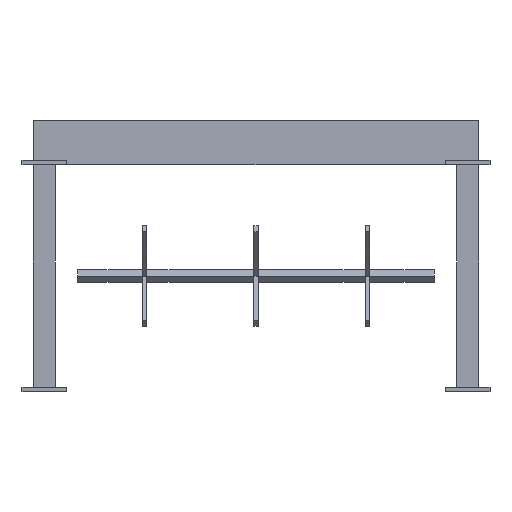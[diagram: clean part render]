
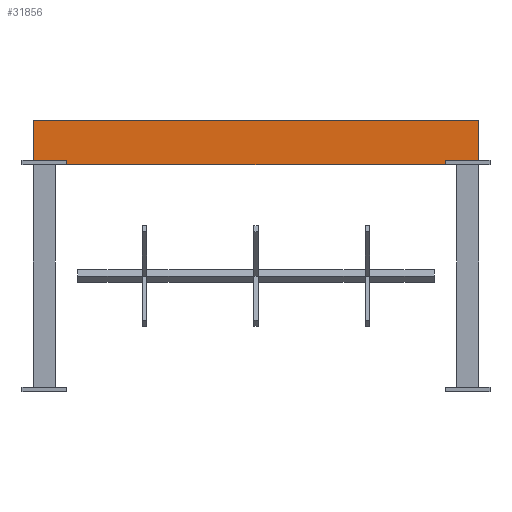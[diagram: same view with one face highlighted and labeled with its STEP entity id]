
A CAD part, front view. The second image highlights one B-rep face of the part: STEP entity #31856.
In plain terms, the highlighted planar face has unit normal (0, -1, 0).
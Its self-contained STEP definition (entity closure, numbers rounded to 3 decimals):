
#31555 = VERTEX_POINT('',#31556);
#31556 = CARTESIAN_POINT('',(425.,-25.,510.));
#31563 = PLANE('',#31564);
#31564 = AXIS2_PLACEMENT_3D('',#31565,#31566,#31567);
#31565 = CARTESIAN_POINT('',(425.,-50.,500.));
#31566 = DIRECTION('',(1.,0.,0.));
#31567 = DIRECTION('',(0.,0.,1.));
#31575 = PLANE('',#31576);
#31576 = AXIS2_PLACEMENT_3D('',#31577,#31578,#31579);
#31577 = CARTESIAN_POINT('',(425.,-50.,510.));
#31578 = DIRECTION('',(0.,0.,1.));
#31579 = DIRECTION('',(1.,0.,0.));
#31616 = VERTEX_POINT('',#31617);
#31617 = CARTESIAN_POINT('',(425.,-25.,500.));
#31631 = PLANE('',#31632);
#31632 = AXIS2_PLACEMENT_3D('',#31633,#31634,#31635);
#31633 = CARTESIAN_POINT('',(425.,-50.,500.));
#31634 = DIRECTION('',(0.,0.,1.));
#31635 = DIRECTION('',(1.,0.,0.));
#31643 = EDGE_CURVE('',#31555,#31616,#31644,.T.);
#31644 = SURFACE_CURVE('',#31645,(#31649,#31656),.PCURVE_S1.);
#31645 = LINE('',#31646,#31647);
#31646 = CARTESIAN_POINT('',(425.,-25.,500.));
#31647 = VECTOR('',#31648,1.);
#31648 = DIRECTION('',(0.,0.,-1.));
#31649 = PCURVE('',#31563,#31650);
#31650 = DEFINITIONAL_REPRESENTATION('',(#31651),#31655);
#31651 = LINE('',#31652,#31653);
#31652 = CARTESIAN_POINT('',(0.,-25.));
#31653 = VECTOR('',#31654,1.);
#31654 = DIRECTION('',(-1.,0.));
#31655 = ( GEOMETRIC_REPRESENTATION_CONTEXT(2) 
PARAMETRIC_REPRESENTATION_CONTEXT() REPRESENTATION_CONTEXT('2D SPACE',''
  ) );
#31656 = PCURVE('',#31657,#31662);
#31657 = PLANE('',#31658);
#31658 = AXIS2_PLACEMENT_3D('',#31659,#31660,#31661);
#31659 = CARTESIAN_POINT('',(-500.,-25.,500.));
#31660 = DIRECTION('',(0.,1.,0.));
#31661 = DIRECTION('',(0.,0.,1.));
#31662 = DEFINITIONAL_REPRESENTATION('',(#31663),#31667);
#31663 = LINE('',#31664,#31665);
#31664 = CARTESIAN_POINT('',(0.,925.));
#31665 = VECTOR('',#31666,1.);
#31666 = DIRECTION('',(-1.,0.));
#31667 = ( GEOMETRIC_REPRESENTATION_CONTEXT(2) 
PARAMETRIC_REPRESENTATION_CONTEXT() REPRESENTATION_CONTEXT('2D SPACE',''
  ) );
#31809 = VERTEX_POINT('',#31810);
#31810 = CARTESIAN_POINT('',(500.,-25.,510.));
#31824 = PLANE('',#31825);
#31825 = AXIS2_PLACEMENT_3D('',#31826,#31827,#31828);
#31826 = CARTESIAN_POINT('',(500.,-25.,500.));
#31827 = DIRECTION('',(1.,0.,0.));
#31828 = DIRECTION('',(0.,0.,1.));
#31836 = EDGE_CURVE('',#31555,#31809,#31837,.T.);
#31837 = SURFACE_CURVE('',#31838,(#31842,#31849),.PCURVE_S1.);
#31838 = LINE('',#31839,#31840);
#31839 = CARTESIAN_POINT('',(-37.5,-25.,510.));
#31840 = VECTOR('',#31841,1.);
#31841 = DIRECTION('',(1.,0.,0.));
#31842 = PCURVE('',#31575,#31843);
#31843 = DEFINITIONAL_REPRESENTATION('',(#31844),#31848);
#31844 = LINE('',#31845,#31846);
#31845 = CARTESIAN_POINT('',(-462.5,25.));
#31846 = VECTOR('',#31847,1.);
#31847 = DIRECTION('',(1.,0.));
#31848 = ( GEOMETRIC_REPRESENTATION_CONTEXT(2) 
PARAMETRIC_REPRESENTATION_CONTEXT() REPRESENTATION_CONTEXT('2D SPACE',''
  ) );
#31849 = PCURVE('',#31657,#31850);
#31850 = DEFINITIONAL_REPRESENTATION('',(#31851),#31855);
#31851 = LINE('',#31852,#31853);
#31852 = CARTESIAN_POINT('',(10.,462.5));
#31853 = VECTOR('',#31854,1.);
#31854 = DIRECTION('',(0.,1.));
#31855 = ( GEOMETRIC_REPRESENTATION_CONTEXT(2) 
PARAMETRIC_REPRESENTATION_CONTEXT() REPRESENTATION_CONTEXT('2D SPACE',''
  ) );
#31856 = ADVANCED_FACE('',(#31857),#31657,.F.);
#31857 = FACE_BOUND('',#31858,.F.);
#31858 = EDGE_LOOP('',(#31859,#31882,#31910,#31938,#31966,#31994,#32015,
    #32016));
#31859 = ORIENTED_EDGE('',*,*,#31860,.F.);
#31860 = EDGE_CURVE('',#31861,#31616,#31863,.T.);
#31861 = VERTEX_POINT('',#31862);
#31862 = CARTESIAN_POINT('',(-425.,-25.,500.));
#31863 = SURFACE_CURVE('',#31864,(#31868,#31875),.PCURVE_S1.);
#31864 = LINE('',#31865,#31866);
#31865 = CARTESIAN_POINT('',(-500.,-25.,500.));
#31866 = VECTOR('',#31867,1.);
#31867 = DIRECTION('',(1.,0.,0.));
#31868 = PCURVE('',#31657,#31869);
#31869 = DEFINITIONAL_REPRESENTATION('',(#31870),#31874);
#31870 = LINE('',#31871,#31872);
#31871 = CARTESIAN_POINT('',(0.,0.));
#31872 = VECTOR('',#31873,1.);
#31873 = DIRECTION('',(0.,1.));
#31874 = ( GEOMETRIC_REPRESENTATION_CONTEXT(2) 
PARAMETRIC_REPRESENTATION_CONTEXT() REPRESENTATION_CONTEXT('2D SPACE',''
  ) );
#31875 = PCURVE('',#31631,#31876);
#31876 = DEFINITIONAL_REPRESENTATION('',(#31877),#31881);
#31877 = LINE('',#31878,#31879);
#31878 = CARTESIAN_POINT('',(-925.,25.));
#31879 = VECTOR('',#31880,1.);
#31880 = DIRECTION('',(1.,0.));
#31881 = ( GEOMETRIC_REPRESENTATION_CONTEXT(2) 
PARAMETRIC_REPRESENTATION_CONTEXT() REPRESENTATION_CONTEXT('2D SPACE',''
  ) );
#31882 = ORIENTED_EDGE('',*,*,#31883,.F.);
#31883 = EDGE_CURVE('',#31884,#31861,#31886,.T.);
#31884 = VERTEX_POINT('',#31885);
#31885 = CARTESIAN_POINT('',(-425.,-25.,510.));
#31886 = SURFACE_CURVE('',#31887,(#31891,#31898),.PCURVE_S1.);
#31887 = LINE('',#31888,#31889);
#31888 = CARTESIAN_POINT('',(-425.,-25.,500.));
#31889 = VECTOR('',#31890,1.);
#31890 = DIRECTION('',(0.,0.,-1.));
#31891 = PCURVE('',#31657,#31892);
#31892 = DEFINITIONAL_REPRESENTATION('',(#31893),#31897);
#31893 = LINE('',#31894,#31895);
#31894 = CARTESIAN_POINT('',(0.,75.));
#31895 = VECTOR('',#31896,1.);
#31896 = DIRECTION('',(-1.,0.));
#31897 = ( GEOMETRIC_REPRESENTATION_CONTEXT(2) 
PARAMETRIC_REPRESENTATION_CONTEXT() REPRESENTATION_CONTEXT('2D SPACE',''
  ) );
#31898 = PCURVE('',#31899,#31904);
#31899 = PLANE('',#31900);
#31900 = AXIS2_PLACEMENT_3D('',#31901,#31902,#31903);
#31901 = CARTESIAN_POINT('',(-425.,-50.,500.));
#31902 = DIRECTION('',(1.,0.,0.));
#31903 = DIRECTION('',(0.,0.,1.));
#31904 = DEFINITIONAL_REPRESENTATION('',(#31905),#31909);
#31905 = LINE('',#31906,#31907);
#31906 = CARTESIAN_POINT('',(0.,-25.));
#31907 = VECTOR('',#31908,1.);
#31908 = DIRECTION('',(-1.,0.));
#31909 = ( GEOMETRIC_REPRESENTATION_CONTEXT(2) 
PARAMETRIC_REPRESENTATION_CONTEXT() REPRESENTATION_CONTEXT('2D SPACE',''
  ) );
#31910 = ORIENTED_EDGE('',*,*,#31911,.F.);
#31911 = EDGE_CURVE('',#31912,#31884,#31914,.T.);
#31912 = VERTEX_POINT('',#31913);
#31913 = CARTESIAN_POINT('',(-500.,-25.,510.));
#31914 = SURFACE_CURVE('',#31915,(#31919,#31926),.PCURVE_S1.);
#31915 = LINE('',#31916,#31917);
#31916 = CARTESIAN_POINT('',(-512.5,-25.,510.));
#31917 = VECTOR('',#31918,1.);
#31918 = DIRECTION('',(1.,0.,0.));
#31919 = PCURVE('',#31657,#31920);
#31920 = DEFINITIONAL_REPRESENTATION('',(#31921),#31925);
#31921 = LINE('',#31922,#31923);
#31922 = CARTESIAN_POINT('',(10.,-12.5));
#31923 = VECTOR('',#31924,1.);
#31924 = DIRECTION('',(0.,1.));
#31925 = ( GEOMETRIC_REPRESENTATION_CONTEXT(2) 
PARAMETRIC_REPRESENTATION_CONTEXT() REPRESENTATION_CONTEXT('2D SPACE',''
  ) );
#31926 = PCURVE('',#31927,#31932);
#31927 = PLANE('',#31928);
#31928 = AXIS2_PLACEMENT_3D('',#31929,#31930,#31931);
#31929 = CARTESIAN_POINT('',(-525.,-50.,510.));
#31930 = DIRECTION('',(0.,0.,1.));
#31931 = DIRECTION('',(1.,0.,0.));
#31932 = DEFINITIONAL_REPRESENTATION('',(#31933),#31937);
#31933 = LINE('',#31934,#31935);
#31934 = CARTESIAN_POINT('',(12.5,25.));
#31935 = VECTOR('',#31936,1.);
#31936 = DIRECTION('',(1.,0.));
#31937 = ( GEOMETRIC_REPRESENTATION_CONTEXT(2) 
PARAMETRIC_REPRESENTATION_CONTEXT() REPRESENTATION_CONTEXT('2D SPACE',''
  ) );
#31938 = ORIENTED_EDGE('',*,*,#31939,.T.);
#31939 = EDGE_CURVE('',#31912,#31940,#31942,.T.);
#31940 = VERTEX_POINT('',#31941);
#31941 = CARTESIAN_POINT('',(-500.,-25.,600.));
#31942 = SURFACE_CURVE('',#31943,(#31947,#31954),.PCURVE_S1.);
#31943 = LINE('',#31944,#31945);
#31944 = CARTESIAN_POINT('',(-500.,-25.,0.));
#31945 = VECTOR('',#31946,1.);
#31946 = DIRECTION('',(0.,0.,1.));
#31947 = PCURVE('',#31657,#31948);
#31948 = DEFINITIONAL_REPRESENTATION('',(#31949),#31953);
#31949 = LINE('',#31950,#31951);
#31950 = CARTESIAN_POINT('',(-500.,0.));
#31951 = VECTOR('',#31952,1.);
#31952 = DIRECTION('',(1.,0.));
#31953 = ( GEOMETRIC_REPRESENTATION_CONTEXT(2) 
PARAMETRIC_REPRESENTATION_CONTEXT() REPRESENTATION_CONTEXT('2D SPACE',''
  ) );
#31954 = PCURVE('',#31955,#31960);
#31955 = PLANE('',#31956);
#31956 = AXIS2_PLACEMENT_3D('',#31957,#31958,#31959);
#31957 = CARTESIAN_POINT('',(-500.,-25.,500.));
#31958 = DIRECTION('',(1.,0.,0.));
#31959 = DIRECTION('',(0.,0.,1.));
#31960 = DEFINITIONAL_REPRESENTATION('',(#31961),#31965);
#31961 = LINE('',#31962,#31963);
#31962 = CARTESIAN_POINT('',(-500.,0.));
#31963 = VECTOR('',#31964,1.);
#31964 = DIRECTION('',(1.,0.));
#31965 = ( GEOMETRIC_REPRESENTATION_CONTEXT(2) 
PARAMETRIC_REPRESENTATION_CONTEXT() REPRESENTATION_CONTEXT('2D SPACE',''
  ) );
#31966 = ORIENTED_EDGE('',*,*,#31967,.T.);
#31967 = EDGE_CURVE('',#31940,#31968,#31970,.T.);
#31968 = VERTEX_POINT('',#31969);
#31969 = CARTESIAN_POINT('',(500.,-25.,600.));
#31970 = SURFACE_CURVE('',#31971,(#31975,#31982),.PCURVE_S1.);
#31971 = LINE('',#31972,#31973);
#31972 = CARTESIAN_POINT('',(-500.,-25.,600.));
#31973 = VECTOR('',#31974,1.);
#31974 = DIRECTION('',(1.,0.,0.));
#31975 = PCURVE('',#31657,#31976);
#31976 = DEFINITIONAL_REPRESENTATION('',(#31977),#31981);
#31977 = LINE('',#31978,#31979);
#31978 = CARTESIAN_POINT('',(100.,0.));
#31979 = VECTOR('',#31980,1.);
#31980 = DIRECTION('',(0.,1.));
#31981 = ( GEOMETRIC_REPRESENTATION_CONTEXT(2) 
PARAMETRIC_REPRESENTATION_CONTEXT() REPRESENTATION_CONTEXT('2D SPACE',''
  ) );
#31982 = PCURVE('',#31983,#31988);
#31983 = PLANE('',#31984);
#31984 = AXIS2_PLACEMENT_3D('',#31985,#31986,#31987);
#31985 = CARTESIAN_POINT('',(-500.,-25.,600.));
#31986 = DIRECTION('',(0.,0.,1.));
#31987 = DIRECTION('',(1.,0.,0.));
#31988 = DEFINITIONAL_REPRESENTATION('',(#31989),#31993);
#31989 = LINE('',#31990,#31991);
#31990 = CARTESIAN_POINT('',(0.,0.));
#31991 = VECTOR('',#31992,1.);
#31992 = DIRECTION('',(1.,0.));
#31993 = ( GEOMETRIC_REPRESENTATION_CONTEXT(2) 
PARAMETRIC_REPRESENTATION_CONTEXT() REPRESENTATION_CONTEXT('2D SPACE',''
  ) );
#31994 = ORIENTED_EDGE('',*,*,#31995,.F.);
#31995 = EDGE_CURVE('',#31809,#31968,#31996,.T.);
#31996 = SURFACE_CURVE('',#31997,(#32001,#32008),.PCURVE_S1.);
#31997 = LINE('',#31998,#31999);
#31998 = CARTESIAN_POINT('',(500.,-25.,0.));
#31999 = VECTOR('',#32000,1.);
#32000 = DIRECTION('',(0.,0.,1.));
#32001 = PCURVE('',#31657,#32002);
#32002 = DEFINITIONAL_REPRESENTATION('',(#32003),#32007);
#32003 = LINE('',#32004,#32005);
#32004 = CARTESIAN_POINT('',(-500.,1000.));
#32005 = VECTOR('',#32006,1.);
#32006 = DIRECTION('',(1.,0.));
#32007 = ( GEOMETRIC_REPRESENTATION_CONTEXT(2) 
PARAMETRIC_REPRESENTATION_CONTEXT() REPRESENTATION_CONTEXT('2D SPACE',''
  ) );
#32008 = PCURVE('',#31824,#32009);
#32009 = DEFINITIONAL_REPRESENTATION('',(#32010),#32014);
#32010 = LINE('',#32011,#32012);
#32011 = CARTESIAN_POINT('',(-500.,0.));
#32012 = VECTOR('',#32013,1.);
#32013 = DIRECTION('',(1.,0.));
#32014 = ( GEOMETRIC_REPRESENTATION_CONTEXT(2) 
PARAMETRIC_REPRESENTATION_CONTEXT() REPRESENTATION_CONTEXT('2D SPACE',''
  ) );
#32015 = ORIENTED_EDGE('',*,*,#31836,.F.);
#32016 = ORIENTED_EDGE('',*,*,#31643,.T.);
